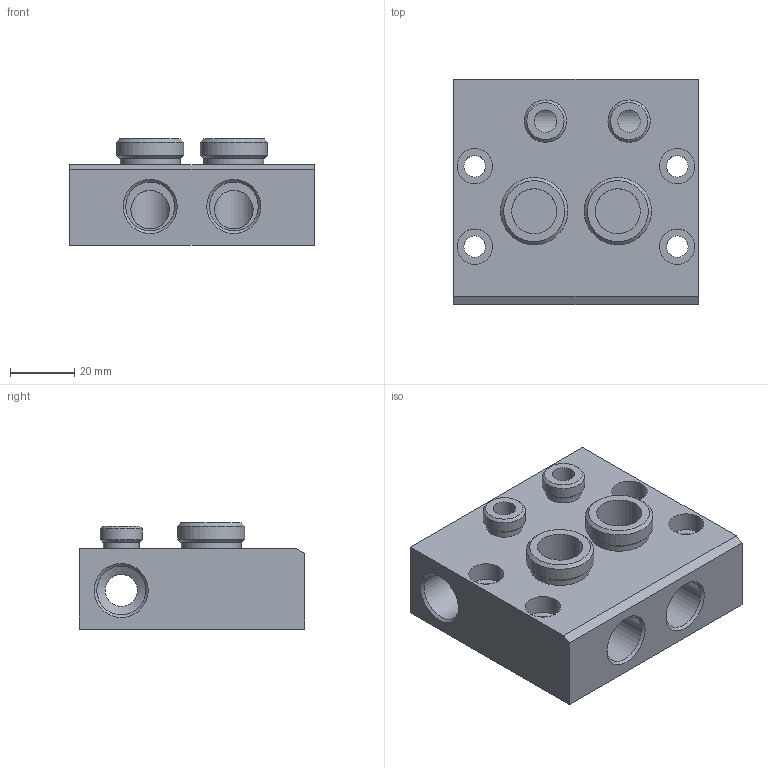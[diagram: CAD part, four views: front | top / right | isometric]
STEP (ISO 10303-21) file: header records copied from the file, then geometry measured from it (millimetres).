
FILE_DESCRIPTION(/* description */ (''),/* implementation_level */ '2;1');
FILE_NAME(/* name */ '410 002 02.stp',/* time_stamp */ '2018-06-15T13:22:25+02:00',/* author */ ('Lars'),/* organization */ ('AVAC Vakuumteknik AB'),/* preprocessor_version */ 'ST-DEVELOPER v17',/* originating_system */ 'Autodesk Inventor 2018',/* authorisation */ '');
FILE_SCHEMA (('AUTOMOTIVE_DESIGN { 1 0 10303 214 3 1 1 }'));
Length unit declared in the file: millimetre
Products named in the file (1): 410 002 02
Bounding box: 76 x 70 x 33 mm (x, y, z)
Volume: 108843.5 mm3; surface area: 28872.7 mm2
Topology: 1 solids, 1 shells, 64 faces, 146 edges, 98 vertices
Faces by surface type: cylinder 27, plane 23, cone 14
Full cylindrical faces by diameter (mm): 6.7 x4, 7 x2, 10 x1, 11 x4, 11.2 x2, 12 x2, 13.157 x2, 14 x2, 15.2 x4, 18.6 x2, 20.955 x2
Entity records: 2077 total; most frequent: CARTESIAN_POINT 463, DIRECTION 350, ORIENTED_EDGE 292, AXIS2_PLACEMENT_3D 147, EDGE_CURVE 146, VERTEX_POINT 98, EDGE_LOOP 96, CIRCLE 82
